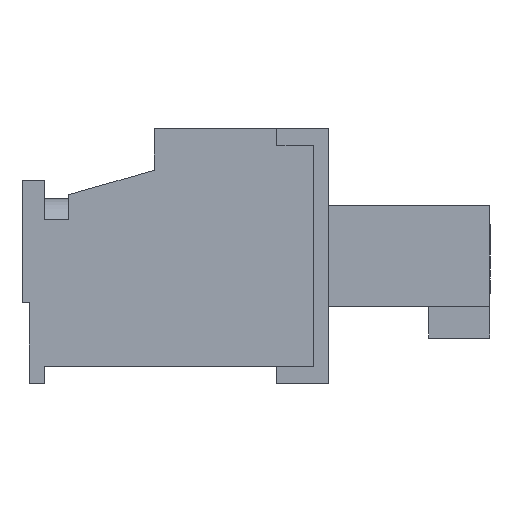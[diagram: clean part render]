
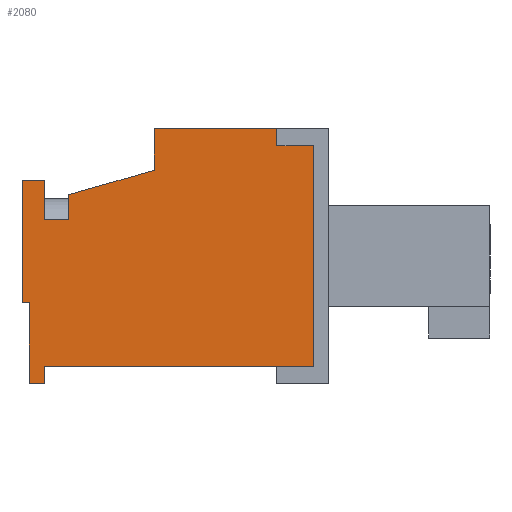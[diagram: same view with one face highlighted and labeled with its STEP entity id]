
A CAD part, left-side view. The second image highlights one B-rep face of the part: STEP entity #2080.
In plain terms, the highlighted planar face has unit normal (-1, 0, 0).
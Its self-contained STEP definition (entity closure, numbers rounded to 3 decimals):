
#23 = ORIENTED_EDGE ( 'NONE', *, *, #8848, .F. ) ;
#139 = LINE ( 'NONE', #11038, #13552 ) ;
#311 = ORIENTED_EDGE ( 'NONE', *, *, #8742, .F. ) ;
#540 = ORIENTED_EDGE ( 'NONE', *, *, #1261, .T. ) ;
#654 = VECTOR ( 'NONE', #9127, 1000. ) ;
#795 = CARTESIAN_POINT ( 'NONE',  ( -3.5, -3.5, 1.26 ) ) ;
#852 = DIRECTION ( 'NONE',  ( 0., 0., 1. ) ) ;
#874 = CARTESIAN_POINT ( 'NONE',  ( -3.5, -5.2, -5.24 ) ) ;
#976 = CARTESIAN_POINT ( 'NONE',  ( -3.5, 1.9, 6.36 ) ) ;
#1261 = EDGE_CURVE ( 'NONE', #9195, #10117, #14465, .T. ) ;
#1291 = CARTESIAN_POINT ( 'NONE',  ( -3.5, 4.5, 6.66 ) ) ;
#1376 = VERTEX_POINT ( 'NONE', #20897 ) ;
#1527 = ORIENTED_EDGE ( 'NONE', *, *, #9428, .F. ) ;
#1728 = LINE ( 'NONE', #18704, #10162 ) ;
#2018 = DIRECTION ( 'NONE',  ( 0., 0., -1. ) ) ;
#2080 = ADVANCED_FACE ( 'NONE', ( #15917 ), #6032, .T. ) ;
#2427 = ORIENTED_EDGE ( 'NONE', *, *, #8466, .T. ) ;
#3010 = VERTEX_POINT ( 'NONE', #17231 ) ;
#3051 = VERTEX_POINT ( 'NONE', #17518 ) ;
#3093 = VECTOR ( 'NONE', #9865, 1000. ) ;
#3411 = DIRECTION ( 'NONE',  ( 0., -1., 0. ) ) ;
#3528 = ORIENTED_EDGE ( 'NONE', *, *, #11400, .T. ) ;
#3621 = CARTESIAN_POINT ( 'NONE',  ( -3.5, -3.1, 5.76 ) ) ;
#3765 = ORIENTED_EDGE ( 'NONE', *, *, #9278, .F. ) ;
#3784 = VERTEX_POINT ( 'NONE', #976 ) ;
#3866 = VERTEX_POINT ( 'NONE', #18906 ) ;
#3873 = VECTOR ( 'NONE', #2018, 1000. ) ;
#3953 = VERTEX_POINT ( 'NONE', #12594 ) ;
#4122 = AXIS2_PLACEMENT_3D ( 'NONE', #6033, #6312, #5954 ) ;
#4815 = ORIENTED_EDGE ( 'NONE', *, *, #9641, .T. ) ;
#4905 = CARTESIAN_POINT ( 'NONE',  ( -3.5, -5.2, -3.74 ) ) ;
#5030 = ORIENTED_EDGE ( 'NONE', *, *, #9111, .F. ) ;
#5043 = CARTESIAN_POINT ( 'NONE',  ( -3.5, -4.5, -3.74 ) ) ;
#5384 = CARTESIAN_POINT ( 'NONE',  ( -3.5, -5.2, 1.26 ) ) ;
#5413 = DIRECTION ( 'NONE',  ( 0., 1., 0. ) ) ;
#5757 = VECTOR ( 'NONE', #9287, 1000. ) ;
#5781 = CARTESIAN_POINT ( 'NONE',  ( -3.5, -1.5, 4.76 ) ) ;
#5954 = DIRECTION ( 'NONE',  ( 0., 0., 1. ) ) ;
#6009 = VECTOR ( 'NONE', #10086, 1000. ) ;
#6032 = PLANE ( 'NONE',  #4122 ) ;
#6033 = CARTESIAN_POINT ( 'NONE',  ( -3.5, 0., 0. ) ) ;
#6312 = DIRECTION ( 'NONE',  ( -1., 0., 0. ) ) ;
#6379 = CARTESIAN_POINT ( 'NONE',  ( -3.5, 5.2, 5.74 ) ) ;
#6421 = VECTOR ( 'NONE', #852, 1000. ) ;
#6542 = LINE ( 'NONE', #1291, #14799 ) ;
#6637 = VERTEX_POINT ( 'NONE', #5781 ) ;
#7180 = VERTEX_POINT ( 'NONE', #16382 ) ;
#7233 = VERTEX_POINT ( 'NONE', #14285 ) ;
#8058 = EDGE_CURVE ( 'NONE', #7233, #3784, #10463, .T. ) ;
#8268 = EDGE_CURVE ( 'NONE', #17060, #3866, #18326, .T. ) ;
#8346 = EDGE_CURVE ( 'NONE', #17060, #7180, #139, .T. ) ;
#8466 = EDGE_CURVE ( 'NONE', #3010, #3953, #6542, .T. ) ;
#8584 = VECTOR ( 'NONE', #12564, 1000. ) ;
#8634 = EDGE_CURVE ( 'NONE', #7180, #6637, #16533, .T. ) ;
#8742 = EDGE_CURVE ( 'NONE', #1376, #3051, #1728, .T. ) ;
#8822 = VECTOR ( 'NONE', #14613, 1000. ) ;
#8848 = EDGE_CURVE ( 'NONE', #3051, #10117, #17298, .T. ) ;
#8875 = CARTESIAN_POINT ( 'NONE',  ( -3.5, 5.2, 6.36 ) ) ;
#9111 = EDGE_CURVE ( 'NONE', #15607, #14805, #17520, .T. ) ;
#9127 = DIRECTION ( 'NONE',  ( 0., 1., 0. ) ) ;
#9180 = EDGE_CURVE ( 'NONE', #18035, #9195, #16293, .T. ) ;
#9195 = VERTEX_POINT ( 'NONE', #4905 ) ;
#9245 = DIRECTION ( 'NONE',  ( 0., -1., 0. ) ) ;
#9278 = EDGE_CURVE ( 'NONE', #18035, #18934, #14803, .T. ) ;
#9287 = DIRECTION ( 'NONE',  ( 0., 0., 1. ) ) ;
#9424 = DIRECTION ( 'NONE',  ( 0., 1., 0. ) ) ;
#9428 = EDGE_CURVE ( 'NONE', #3010, #15607, #21312, .T. ) ;
#9641 = EDGE_CURVE ( 'NONE', #3784, #14805, #13531, .T. ) ;
#9865 = DIRECTION ( 'NONE',  ( 0., -1., 0. ) ) ;
#9871 = VECTOR ( 'NONE', #16945, 1000. ) ;
#10086 = DIRECTION ( 'NONE',  ( 0., 0., -1. ) ) ;
#10097 = CARTESIAN_POINT ( 'NONE',  ( -3.5, 1.9, 6.661 ) ) ;
#10117 = VERTEX_POINT ( 'NONE', #5384 ) ;
#10162 = VECTOR ( 'NONE', #15532, 1000. ) ;
#10399 = LINE ( 'NONE', #20167, #9871 ) ;
#10401 = CARTESIAN_POINT ( 'NONE',  ( -3.5, -1.5, 5.76 ) ) ;
#10463 = LINE ( 'NONE', #10097, #16824 ) ;
#11038 = CARTESIAN_POINT ( 'NONE',  ( -3.5, -3.1, 5.76 ) ) ;
#11376 = DIRECTION ( 'NONE',  ( 0., 0., -1. ) ) ;
#11400 = EDGE_CURVE ( 'NONE', #3953, #18934, #12746, .T. ) ;
#11409 = ORIENTED_EDGE ( 'NONE', *, *, #8058, .T. ) ;
#11531 = CARTESIAN_POINT ( 'NONE',  ( -3.5, -4.5, -3.74 ) ) ;
#11716 = EDGE_CURVE ( 'NONE', #3866, #7233, #10399, .T. ) ;
#12564 = DIRECTION ( 'NONE',  ( 0., -1., 0. ) ) ;
#12594 = CARTESIAN_POINT ( 'NONE',  ( -3.5, 4.5, -5.24 ) ) ;
#12746 = LINE ( 'NONE', #17378, #21296 ) ;
#12851 = CARTESIAN_POINT ( 'NONE',  ( -3.5, 5.2, 5.74 ) ) ;
#13350 = CARTESIAN_POINT ( 'NONE',  ( -3.5, -4.5, -3.74 ) ) ;
#13412 = CARTESIAN_POINT ( 'NONE',  ( -3.5, -3.1, 4.76 ) ) ;
#13531 = LINE ( 'NONE', #18940, #654 ) ;
#13552 = VECTOR ( 'NONE', #9424, 1000. ) ;
#14285 = CARTESIAN_POINT ( 'NONE',  ( -3.5, 1.9, 6.66 ) ) ;
#14465 = LINE ( 'NONE', #874, #6421 ) ;
#14613 = DIRECTION ( 'NONE',  ( 0., 0., 1. ) ) ;
#14799 = VECTOR ( 'NONE', #11376, 1000. ) ;
#14803 = LINE ( 'NONE', #5043, #6009 ) ;
#14805 = VERTEX_POINT ( 'NONE', #8875 ) ;
#15083 = ORIENTED_EDGE ( 'NONE', *, *, #11716, .T. ) ;
#15532 = DIRECTION ( 'NONE',  ( 0., -0.275, -0.962 ) ) ;
#15607 = VERTEX_POINT ( 'NONE', #12851 ) ;
#15666 = CARTESIAN_POINT ( 'NONE',  ( -3.5, -4.5, -5.24 ) ) ;
#15840 = EDGE_LOOP ( 'NONE', ( #4815, #5030, #1527, #2427, #3528, #3765, #20506, #540, #23, #311, #20813, #21079, #20057, #19832, #15083, #11409 ) ) ;
#15917 = FACE_OUTER_BOUND ( 'NONE', #15840, .T. ) ;
#16293 = LINE ( 'NONE', #11531, #3093 ) ;
#16382 = CARTESIAN_POINT ( 'NONE',  ( -3.5, -1.5, 5.76 ) ) ;
#16533 = LINE ( 'NONE', #10401, #3873 ) ;
#16824 = VECTOR ( 'NONE', #21415, 1000. ) ;
#16945 = DIRECTION ( 'NONE',  ( 0., 1., 0. ) ) ;
#17060 = VERTEX_POINT ( 'NONE', #3621 ) ;
#17231 = CARTESIAN_POINT ( 'NONE',  ( -3.5, 4.5, 5.74 ) ) ;
#17298 = LINE ( 'NONE', #795, #8584 ) ;
#17378 = CARTESIAN_POINT ( 'NONE',  ( -3.5, 4.5, -5.24 ) ) ;
#17501 = LINE ( 'NONE', #13412, #18524 ) ;
#17518 = CARTESIAN_POINT ( 'NONE',  ( -3.5, -3.5, 1.26 ) ) ;
#17520 = LINE ( 'NONE', #6379, #8822 ) ;
#18035 = VERTEX_POINT ( 'NONE', #13350 ) ;
#18326 = LINE ( 'NONE', #19031, #5757 ) ;
#18524 = VECTOR ( 'NONE', #3411, 1000. ) ;
#18704 = CARTESIAN_POINT ( 'NONE',  ( -3.5, -3.5, 1.26 ) ) ;
#18906 = CARTESIAN_POINT ( 'NONE',  ( -3.5, -3.1, 6.66 ) ) ;
#18934 = VERTEX_POINT ( 'NONE', #15666 ) ;
#18940 = CARTESIAN_POINT ( 'NONE',  ( -3.5, 1.9, 6.36 ) ) ;
#19031 = CARTESIAN_POINT ( 'NONE',  ( -3.5, -3.1, 5.76 ) ) ;
#19285 = EDGE_CURVE ( 'NONE', #6637, #1376, #17501, .T. ) ;
#19832 = ORIENTED_EDGE ( 'NONE', *, *, #8268, .T. ) ;
#20057 = ORIENTED_EDGE ( 'NONE', *, *, #8346, .F. ) ;
#20074 = CARTESIAN_POINT ( 'NONE',  ( -3.5, 0.946, 5.74 ) ) ;
#20167 = CARTESIAN_POINT ( 'NONE',  ( -3.5, -5.2, 6.66 ) ) ;
#20506 = ORIENTED_EDGE ( 'NONE', *, *, #9180, .T. ) ;
#20801 = VECTOR ( 'NONE', #5413, 1000. ) ;
#20813 = ORIENTED_EDGE ( 'NONE', *, *, #19285, .F. ) ;
#20897 = CARTESIAN_POINT ( 'NONE',  ( -3.5, -2.5, 4.76 ) ) ;
#21079 = ORIENTED_EDGE ( 'NONE', *, *, #8634, .F. ) ;
#21296 = VECTOR ( 'NONE', #9245, 1000. ) ;
#21312 = LINE ( 'NONE', #20074, #20801 ) ;
#21415 = DIRECTION ( 'NONE',  ( 0., 0., -1. ) ) ;
